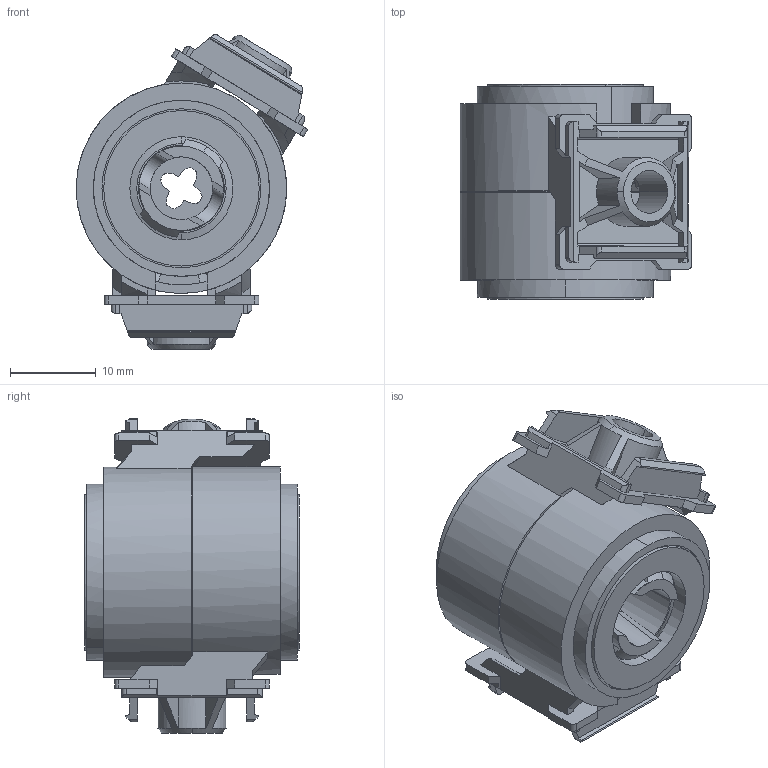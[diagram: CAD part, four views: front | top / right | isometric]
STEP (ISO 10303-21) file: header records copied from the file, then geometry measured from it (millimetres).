
FILE_DESCRIPTION (( 'STEP AP214' ), '1' );
FILE_NAME ('750-0999-052 Rev2.STEP', '2022-10-26T23:40:40', ( '' ), ( '' ), 'SwSTEP 2.0', 'SolidWorks 2021', '' );
FILE_SCHEMA (( 'AUTOMOTIVE_DESIGN' ));
Length unit declared in the file: millimetre
Products named in the file (3): 750-0999-054 Rev2_750-0999-054-01; 750-0999-052 Rev2; 750-0999-053 Rev2_750-0999-053-04
Assembly tree (2 placements, depth 2):
  750-0999-052 Rev2
    750-0999-053 Rev2_750-0999-053-04
    750-0999-054 Rev2_750-0999-054-01
Bounding box: 26.96 x 25 x 36.63 mm (x, y, z)
Volume: 6559.1 mm3; surface area: 11772.6 mm2
Topology: 2 solids, 2 shells, 599 faces, 1771 edges, 1178 vertices
Faces by surface type: plane 336, cylinder 154, cone 76, bspline 20, torus 13
Entity records: 21288 total; most frequent: CARTESIAN_POINT 5409, ORIENTED_EDGE 3542, DIRECTION 3112, EDGE_CURVE 1771, VERTEX_POINT 1178, AXIS2_PLACEMENT_3D 1073, VECTOR 966, LINE 966
